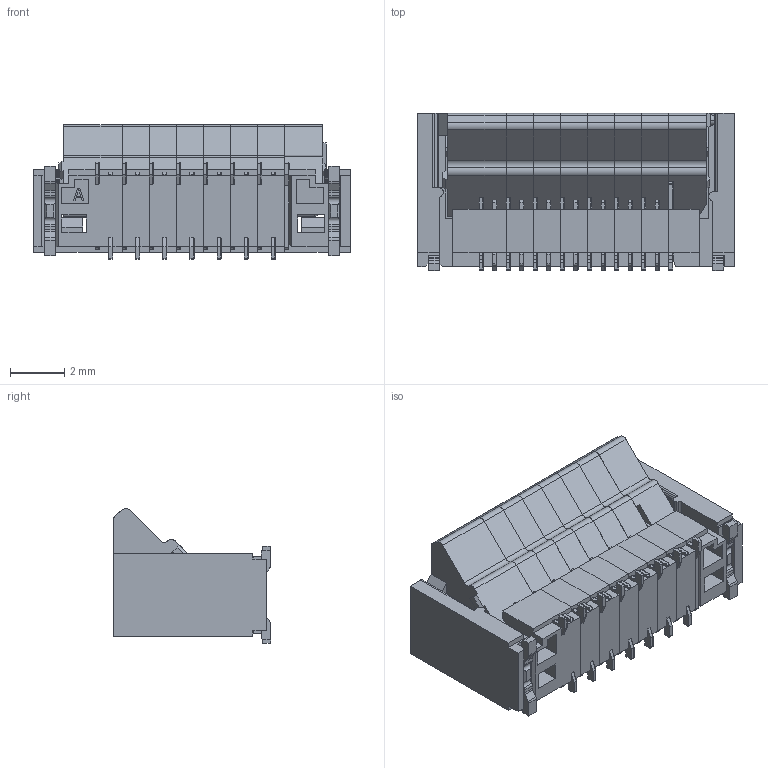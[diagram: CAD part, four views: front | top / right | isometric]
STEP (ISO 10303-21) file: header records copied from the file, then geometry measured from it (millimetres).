
FILE_DESCRIPTION((''),'2;1');
FILE_NAME('F31S_15PIN_ASM','2020-05-25T',('FSA12-PC'),(''),'CREO PARAMETRIC BY PTC INC, 2014500','CREO PARAMETRIC BY PTC INC, 2014500','');
FILE_SCHEMA(('AUTOMOTIVE_DESIGN { 1 0 10303 214 1 1 1 1 }'));
Length unit declared in the file: millimetre
Products named in the file (4): F31S_L1; F31S_M; F31S_R_ODD; F31S_15PIN_ASM
Assembly tree (8 placements, depth 2):
  F31S_15PIN_ASM
    F31S_L1
    F31S_M  x6
    F31S_R_ODD
Bounding box: 11.7 x 5.81 x 4.98 mm (x, y, z)
Volume: 174.1 mm3; surface area: 724.8 mm2
Topology: 9 solids, 9 shells, 1656 faces, 4670 edges, 2973 vertices
Faces by surface type: plane 934, cylinder 573, torus 98, sphere 30, bspline 21
Entity records: 25153 total; most frequent: CARTESIAN_POINT 4783, ORIENTED_EDGE 4360, DIRECTION 4097, EDGE_CURVE 2180, VECTOR 1623, LINE 1623, VERTEX_POINT 1418, AXIS2_PLACEMENT_3D 1237
